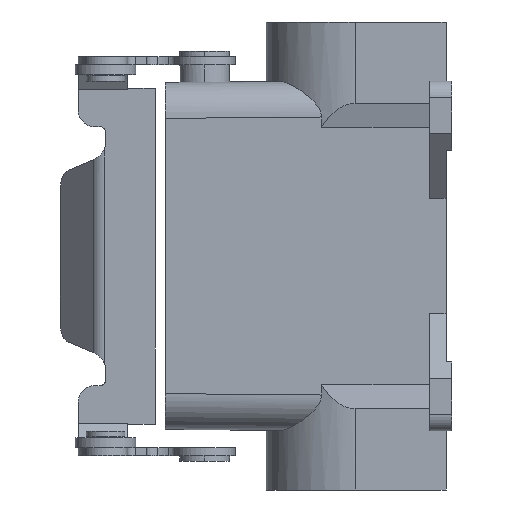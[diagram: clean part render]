
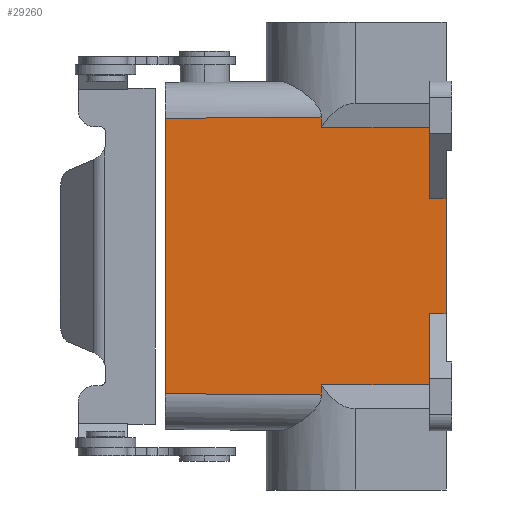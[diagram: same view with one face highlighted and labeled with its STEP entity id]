
A CAD part, front view. The second image highlights one B-rep face of the part: STEP entity #29260.
In plain terms, the highlighted face is planar.
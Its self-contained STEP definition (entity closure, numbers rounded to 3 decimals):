
#6380=CARTESIAN_POINT('',(103.772,43.396,
69.935));
#6390=VERTEX_POINT('',#6380);
#6420=CARTESIAN_POINT('',(0.,43.396,69.935));
#6430=DIRECTION('',(-1.,0.,0.));
#6440=VECTOR('',#6430,1.);
#6450=LINE('',#6420,#6440);
#6460=CARTESIAN_POINT('',(101.934,43.396,
69.935));
#6470=VERTEX_POINT('',#6460);
#6480=EDGE_CURVE('',#6390,#6470,#6450,.T.);
#20230=CARTESIAN_POINT('',(55.114,43.567,
50.32));
#20240=VERTEX_POINT('',#20230);
#20270=CARTESIAN_POINT('',(55.114,44.003,
0.384));
#20280=DIRECTION('',(0.,-0.009,1.));
#20290=VECTOR('',#20280,1.);
#20300=LINE('',#20270,#20290);
#20310=CARTESIAN_POINT('',(55.114,43.396,
69.935));
#20320=VERTEX_POINT('',#20310);
#20330=EDGE_CURVE('',#20240,#20320,#20300,.T.);
#26450=CARTESIAN_POINT('',(103.524,43.148,
98.32));
#26460=DIRECTION('',(-0.009,-0.009,
1.));
#26470=VECTOR('',#26460,1.);
#26480=LINE('',#26450,#26470);
#26490=CARTESIAN_POINT('',(103.524,43.148,
98.32));
#26500=VERTEX_POINT('',#26490);
#26510=EDGE_CURVE('',#6390,#26500,#26480,.T.);
#27390=CARTESIAN_POINT('',(88.998,43.567,
50.32));
#27400=VERTEX_POINT('',#27390);
#27430=CARTESIAN_POINT('',(89.512,43.998,
0.94));
#27440=DIRECTION('',(0.01,0.009,
-1.));
#27450=VECTOR('',#27440,1.);
#27460=LINE('',#27430,#27450);
#27470=CARTESIAN_POINT('',(89.029,43.593,
47.32));
#27480=VERTEX_POINT('',#27470);
#27490=EDGE_CURVE('',#27400,#27480,#27460,.T.);
#28570=CARTESIAN_POINT('',(36.024,44.003,
0.384));
#28580=DIRECTION('',(0.,1.,0.009));
#28590=DIRECTION('',(0.,0.009,-1.));
#28600=AXIS2_PLACEMENT_3D('',#28570,#28580,#28590);
#28610=PLANE('',#28600);
#28620=CARTESIAN_POINT('',(53.524,43.148,
98.32));
#28630=DIRECTION('',(0.009,-0.009,
1.));
#28640=VECTOR('',#28630,1.);
#28650=LINE('',#28620,#28640);
#28660=CARTESIAN_POINT('',(53.276,43.396,
69.935));
#28670=VERTEX_POINT('',#28660);
#28680=CARTESIAN_POINT('',(53.524,43.148,
98.32));
#28690=VERTEX_POINT('',#28680);
#28700=EDGE_CURVE('',#28670,#28690,#28650,.T.);
#28710=ORIENTED_EDGE('',*,*,#28700,.T.);
#28720=CARTESIAN_POINT('',(157.048,43.396,
69.935));
#28730=DIRECTION('',(1.,0.,0.));
#28740=VECTOR('',#28730,1.);
#28750=LINE('',#28720,#28740);
#28760=EDGE_CURVE('',#28670,#20320,#28750,.T.);
#28770=ORIENTED_EDGE('',*,*,#28760,.F.);
#28780=ORIENTED_EDGE('',*,*,#20330,.T.);
#28790=CARTESIAN_POINT('',(121.024,43.567,
50.32));
#28800=DIRECTION('',(-1.,0.,0.));
#28810=VECTOR('',#28800,1.);
#28820=LINE('',#28790,#28810);
#28830=CARTESIAN_POINT('',(68.05,43.567,
50.32));
#28840=VERTEX_POINT('',#28830);
#28850=EDGE_CURVE('',#28840,#20240,#28820,.T.);
#28860=ORIENTED_EDGE('',*,*,#28850,.T.);
#28870=CARTESIAN_POINT('',(67.536,43.998,
0.94));
#28880=DIRECTION('',(-0.01,0.009,
-1.));
#28890=VECTOR('',#28880,1.);
#28900=LINE('',#28870,#28890);
#28910=CARTESIAN_POINT('',(68.019,43.593,
47.32));
#28920=VERTEX_POINT('',#28910);
#28930=EDGE_CURVE('',#28840,#28920,#28900,.T.);
#28940=ORIENTED_EDGE('',*,*,#28930,.F.);
#28950=CARTESIAN_POINT('',(36.024,43.593,
47.32));
#28960=DIRECTION('',(-1.,0.,0.));
#28970=VECTOR('',#28960,1.);
#28980=LINE('',#28950,#28970);
#28990=EDGE_CURVE('',#27480,#28920,#28980,.T.);
#29000=ORIENTED_EDGE('',*,*,#28990,.T.);
#29010=ORIENTED_EDGE('',*,*,#27490,.T.);
#29020=CARTESIAN_POINT('',(36.024,43.567,
50.32));
#29030=DIRECTION('',(1.,0.,0.));
#29040=VECTOR('',#29030,1.);
#29050=LINE('',#29020,#29040);
#29060=CARTESIAN_POINT('',(101.934,43.567,
50.32));
#29070=VERTEX_POINT('',#29060);
#29080=EDGE_CURVE('',#27400,#29070,#29050,.T.);
#29090=ORIENTED_EDGE('',*,*,#29080,.F.);
#29100=CARTESIAN_POINT('',(101.934,44.003,
0.384));
#29110=DIRECTION('',(0.,-0.009,1.));
#29120=VECTOR('',#29110,1.);
#29130=LINE('',#29100,#29120);
#29140=EDGE_CURVE('',#29070,#6470,#29130,.T.);
#29150=ORIENTED_EDGE('',*,*,#29140,.F.);
#29160=ORIENTED_EDGE('',*,*,#6480,.T.);
#29170=ORIENTED_EDGE('',*,*,#26510,.F.);
#29180=CARTESIAN_POINT('',(0.,43.148,98.32));
#29190=DIRECTION('',(1.,0.,0.));
#29200=VECTOR('',#29190,1.);
#29210=LINE('',#29180,#29200);
#29220=EDGE_CURVE('',#28690,#26500,#29210,.T.);
#29230=ORIENTED_EDGE('',*,*,#29220,.T.);
#29240=EDGE_LOOP('',(#29230,#29170,#29160,#29150,#29090,#29010,#29000,
#28940,#28860,#28780,#28770,#28710));
#29250=FACE_OUTER_BOUND('',#29240,.T.);
#29260=ADVANCED_FACE('',(#29250),#28610,.T.);
